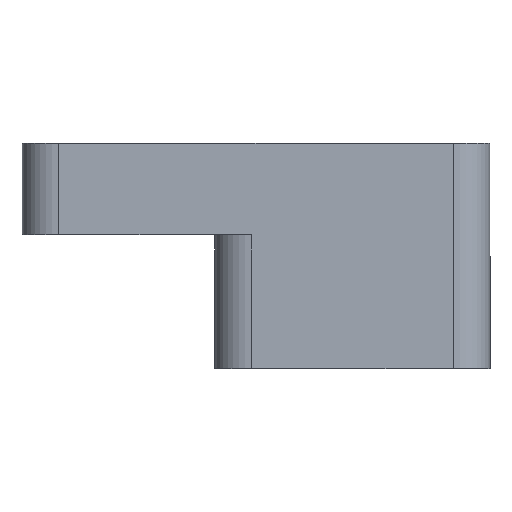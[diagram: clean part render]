
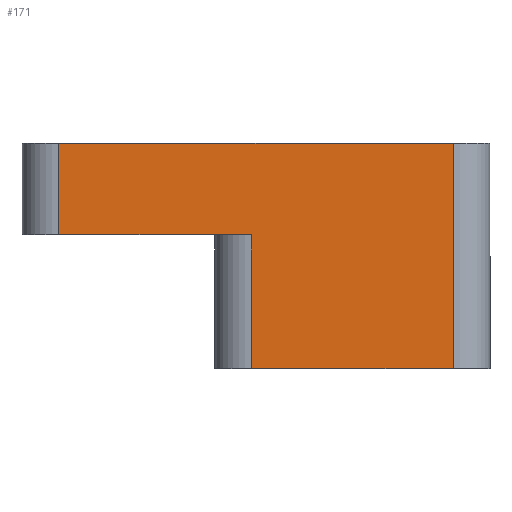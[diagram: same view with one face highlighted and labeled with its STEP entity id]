
A CAD part, front view. The second image highlights one B-rep face of the part: STEP entity #171.
In plain terms, the highlighted planar face has unit normal (0, -1, 0).
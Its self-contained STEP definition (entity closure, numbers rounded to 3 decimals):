
#14 = EDGE_CURVE ( 'NONE', #897, #586, #644, .T. ) ;
#22 = ORIENTED_EDGE ( 'NONE', *, *, #160, .T. ) ;
#28 = DIRECTION ( 'NONE',  ( -1., 0., 0. ) ) ;
#34 = DIRECTION ( 'NONE',  ( -1., 0., 0. ) ) ;
#39 = CARTESIAN_POINT ( 'NONE',  ( -8.681, 0., -8.342 ) ) ;
#99 = VECTOR ( 'NONE', #329, 1000. ) ;
#110 = ORIENTED_EDGE ( 'NONE', *, *, #335, .T. ) ;
#113 = ORIENTED_EDGE ( 'NONE', *, *, #464, .F. ) ;
#160 = EDGE_CURVE ( 'NONE', #897, #323, #350, .T. ) ;
#169 = DIRECTION ( 'NONE',  ( 1., 0., 0. ) ) ;
#171 = ADVANCED_FACE ( 'NONE', ( #414 ), #285, .F. ) ;
#195 = VECTOR ( 'NONE', #457, 1000. ) ;
#205 = DIRECTION ( 'NONE',  ( 0., 0., -1. ) ) ;
#209 = VERTEX_POINT ( 'NONE', #296 ) ;
#234 = CARTESIAN_POINT ( 'NONE',  ( 15.319, 0., -3.342 ) ) ;
#251 = CARTESIAN_POINT ( 'NONE',  ( -8.181, 0., -8.342 ) ) ;
#258 = ORIENTED_EDGE ( 'NONE', *, *, #562, .T. ) ;
#285 = PLANE ( 'NONE',  #495 ) ;
#296 = CARTESIAN_POINT ( 'NONE',  ( 13.319, 0., -15.642 ) ) ;
#303 = DIRECTION ( 'NONE',  ( 0., 1., 0. ) ) ;
#323 = VERTEX_POINT ( 'NONE', #251 ) ;
#329 = DIRECTION ( 'NONE',  ( 0., 0., 1. ) ) ;
#332 = VECTOR ( 'NONE', #205, 1000. ) ;
#335 = EDGE_CURVE ( 'NONE', #567, #661, #395, .T. ) ;
#340 = CARTESIAN_POINT ( 'NONE',  ( 2.319, 0., -15.642 ) ) ;
#350 = LINE ( 'NONE', #417, #332 ) ;
#361 = CARTESIAN_POINT ( 'NONE',  ( 0., 0., 0. ) ) ;
#390 = CARTESIAN_POINT ( 'NONE',  ( 2.319, 0., 0. ) ) ;
#395 = LINE ( 'NONE', #390, #195 ) ;
#406 = LINE ( 'NONE', #672, #99 ) ;
#408 = ORIENTED_EDGE ( 'NONE', *, *, #14, .F. ) ;
#414 = FACE_OUTER_BOUND ( 'NONE', #671, .T. ) ;
#417 = CARTESIAN_POINT ( 'NONE',  ( -8.181, 0., 0. ) ) ;
#426 = CARTESIAN_POINT ( 'NONE',  ( 13.319, 0., -3.342 ) ) ;
#456 = CARTESIAN_POINT ( 'NONE',  ( -8.181, 0., -3.342 ) ) ;
#457 = DIRECTION ( 'NONE',  ( 0., 0., -1. ) ) ;
#464 = EDGE_CURVE ( 'NONE', #209, #661, #850, .T. ) ;
#495 = AXIS2_PLACEMENT_3D ( 'NONE', #361, #303, #784 ) ;
#497 = ORIENTED_EDGE ( 'NONE', *, *, #904, .F. ) ;
#540 = CARTESIAN_POINT ( 'NONE',  ( 2.319, 0., -8.342 ) ) ;
#562 = EDGE_CURVE ( 'NONE', #209, #586, #406, .T. ) ;
#567 = VERTEX_POINT ( 'NONE', #540 ) ;
#586 = VERTEX_POINT ( 'NONE', #426 ) ;
#595 = CARTESIAN_POINT ( 'NONE',  ( 0.319, 0., -15.642 ) ) ;
#644 = LINE ( 'NONE', #234, #701 ) ;
#661 = VERTEX_POINT ( 'NONE', #340 ) ;
#671 = EDGE_LOOP ( 'NONE', ( #113, #258, #408, #22, #497, #110 ) ) ;
#672 = CARTESIAN_POINT ( 'NONE',  ( 13.319, 0., 0. ) ) ;
#676 = LINE ( 'NONE', #39, #768 ) ;
#700 = VECTOR ( 'NONE', #34, 1000. ) ;
#701 = VECTOR ( 'NONE', #169, 1000. ) ;
#768 = VECTOR ( 'NONE', #28, 1000. ) ;
#784 = DIRECTION ( 'NONE',  ( 0., 0., 1. ) ) ;
#850 = LINE ( 'NONE', #595, #700 ) ;
#897 = VERTEX_POINT ( 'NONE', #456 ) ;
#904 = EDGE_CURVE ( 'NONE', #567, #323, #676, .T. ) ;
